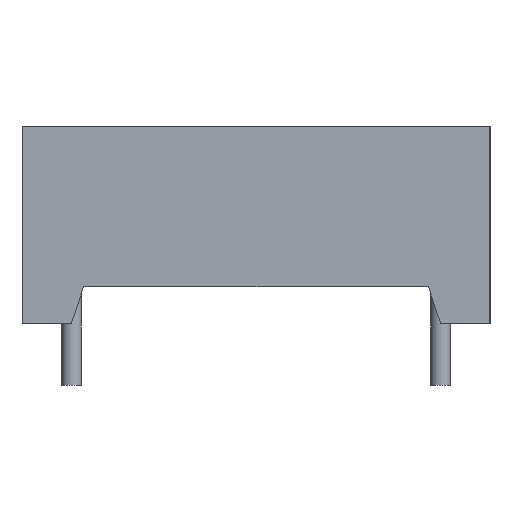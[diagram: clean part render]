
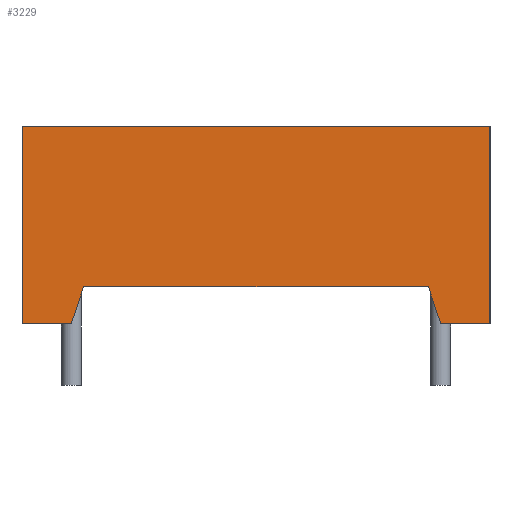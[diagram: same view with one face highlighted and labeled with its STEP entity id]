
A CAD part, left-side view. The second image highlights one B-rep face of the part: STEP entity #3229.
In plain terms, the highlighted planar face has unit normal (-1, 0, 0).
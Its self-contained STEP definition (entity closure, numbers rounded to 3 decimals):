
#394=FACE_OUTER_BOUND('',#597,.T.);
#597=EDGE_LOOP('',(#2675,#2676,#2677,#2678,#2679,#2680,#2681,#2682));
#682=LINE('',#4398,#1051);
#972=LINE('',#5039,#1341);
#984=LINE('',#5063,#1353);
#987=LINE('',#5070,#1356);
#988=LINE('',#5071,#1357);
#989=LINE('',#5073,#1358);
#990=LINE('',#5075,#1359);
#991=LINE('',#5076,#1360);
#1051=VECTOR('',#3559,1.);
#1341=VECTOR('',#4121,1.);
#1353=VECTOR('',#4137,1.);
#1356=VECTOR('',#4142,1.);
#1357=VECTOR('',#4143,1.);
#1358=VECTOR('',#4144,1.);
#1359=VECTOR('',#4145,1.);
#1360=VECTOR('',#4146,1.);
#1417=VERTEX_POINT('',#4391);
#1420=VERTEX_POINT('',#4396);
#1635=VERTEX_POINT('',#5038);
#1645=VERTEX_POINT('',#5061);
#1647=VERTEX_POINT('',#5068);
#1648=VERTEX_POINT('',#5069);
#1649=VERTEX_POINT('',#5072);
#1650=VERTEX_POINT('',#5074);
#1702=EDGE_CURVE('',#1420,#1417,#682,.T.);
#2022=EDGE_CURVE('',#1635,#1417,#972,.T.);
#2034=EDGE_CURVE('',#1645,#1420,#984,.T.);
#2037=EDGE_CURVE('',#1647,#1648,#987,.F.);
#2038=EDGE_CURVE('',#1648,#1635,#988,.T.);
#2039=EDGE_CURVE('',#1645,#1649,#989,.T.);
#2040=EDGE_CURVE('',#1649,#1650,#990,.F.);
#2041=EDGE_CURVE('',#1650,#1647,#991,.F.);
#2675=ORIENTED_EDGE('',*,*,#2037,.T.);
#2676=ORIENTED_EDGE('',*,*,#2038,.T.);
#2677=ORIENTED_EDGE('',*,*,#2022,.T.);
#2678=ORIENTED_EDGE('',*,*,#1702,.F.);
#2679=ORIENTED_EDGE('',*,*,#2034,.F.);
#2680=ORIENTED_EDGE('',*,*,#2039,.T.);
#2681=ORIENTED_EDGE('',*,*,#2040,.T.);
#2682=ORIENTED_EDGE('',*,*,#2041,.T.);
#3062=PLANE('',#3458);
#3229=ADVANCED_FACE('',(#394),#3062,.T.);
#3458=AXIS2_PLACEMENT_3D('',#5067,#4140,#4141);
#3559=DIRECTION('',(0.,-1.,0.));
#4121=DIRECTION('',(0.,0.,1.));
#4137=DIRECTION('',(0.,0.,1.));
#4140=DIRECTION('center_axis',(-1.,0.,0.));
#4141=DIRECTION('ref_axis',(0.,-1.,0.));
#4142=DIRECTION('',(0.,0.316,0.949));
#4143=DIRECTION('',(0.,-1.,0.));
#4144=DIRECTION('',(0.,-1.,0.));
#4145=DIRECTION('',(0.,0.316,-0.949));
#4146=DIRECTION('',(0.,1.,0.));
#4391=CARTESIAN_POINT('',(-18.75,-9.5,8.));
#4396=CARTESIAN_POINT('',(-18.75,9.5,8.));
#4398=CARTESIAN_POINT('',(-18.75,9.5,8.));
#5038=CARTESIAN_POINT('',(-18.75,-9.5,0.));
#5039=CARTESIAN_POINT('',(-18.75,-9.5,0.));
#5061=CARTESIAN_POINT('',(-18.75,9.5,0.));
#5063=CARTESIAN_POINT('',(-18.75,9.5,0.));
#5067=CARTESIAN_POINT('Origin',(-18.75,9.5,0.));
#5068=CARTESIAN_POINT('',(-18.75,-7.,1.5));
#5069=CARTESIAN_POINT('',(-18.75,-7.5,0.));
#5070=CARTESIAN_POINT('',(-18.75,-7.5,0.));
#5071=CARTESIAN_POINT('',(-18.75,-7.5,0.));
#5072=CARTESIAN_POINT('',(-18.75,7.5,0.));
#5073=CARTESIAN_POINT('',(-18.75,9.5,0.));
#5074=CARTESIAN_POINT('',(-18.75,7.,1.5));
#5075=CARTESIAN_POINT('',(-18.75,7.,1.5));
#5076=CARTESIAN_POINT('',(-18.75,-7.,1.5));
